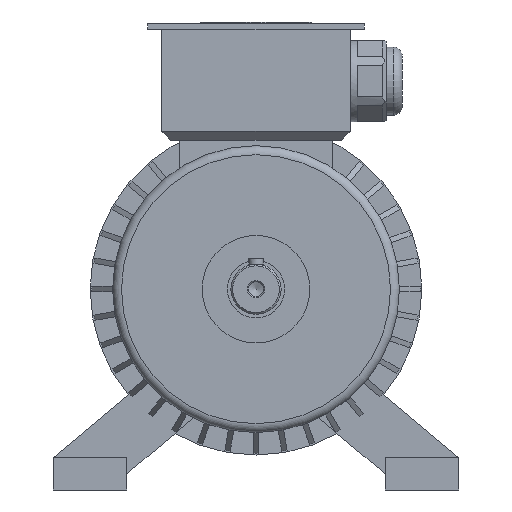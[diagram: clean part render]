
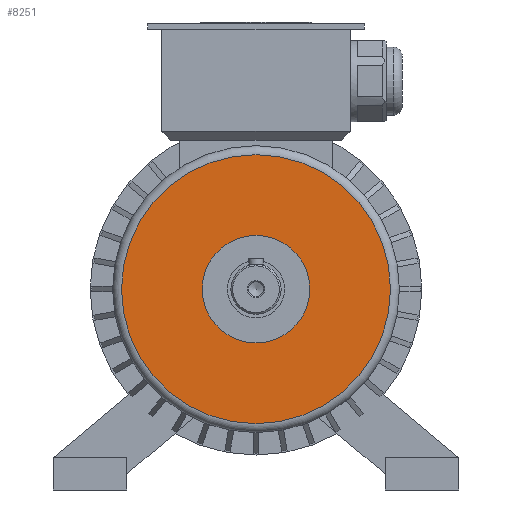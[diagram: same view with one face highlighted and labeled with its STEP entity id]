
A CAD part, front view. The second image highlights one B-rep face of the part: STEP entity #8251.
In plain terms, the highlighted planar face has unit normal (0, -1, 0).
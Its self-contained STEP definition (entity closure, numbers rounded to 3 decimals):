
#327=CIRCLE('',#8736,75.);
#328=CIRCLE('',#8737,30.);
#1056=ORIENTED_EDGE('',*,*,#2701,.T.);
#1057=ORIENTED_EDGE('',*,*,#2702,.T.);
#2701=EDGE_CURVE('',#3484,#3484,#327,.F.);
#2702=EDGE_CURVE('',#3485,#3485,#328,.T.);
#3484=VERTEX_POINT('',#11798);
#3485=VERTEX_POINT('',#11800);
#4967=EDGE_LOOP('',(#1056));
#4968=EDGE_LOOP('',(#1057));
#5341=FACE_BOUND('',#4967,.T.);
#5342=FACE_BOUND('',#4968,.T.);
#5698=PLANE('',#8735);
#8251=ADVANCED_FACE('',(#5341,#5342),#5698,.F.);
#8735=AXIS2_PLACEMENT_3D('',#11796,#9915,#9916);
#8736=AXIS2_PLACEMENT_3D('',#11797,#9917,#9918);
#8737=AXIS2_PLACEMENT_3D('',#11799,#9919,#9920);
#9915=DIRECTION('',(0.,1.,0.));
#9916=DIRECTION('',(0.,0.,1.));
#9917=DIRECTION('',(0.,1.,0.));
#9918=DIRECTION('',(0.,0.,1.));
#9919=DIRECTION('',(0.,1.,0.));
#9920=DIRECTION('',(1.,0.,0.));
#11796=CARTESIAN_POINT('',(0.,-27.,0.));
#11797=CARTESIAN_POINT('',(0.,-27.,0.));
#11798=CARTESIAN_POINT('',(0.,-27.,75.));
#11799=CARTESIAN_POINT('',(0.,-27.,0.));
#11800=CARTESIAN_POINT('',(30.,-27.,0.));
